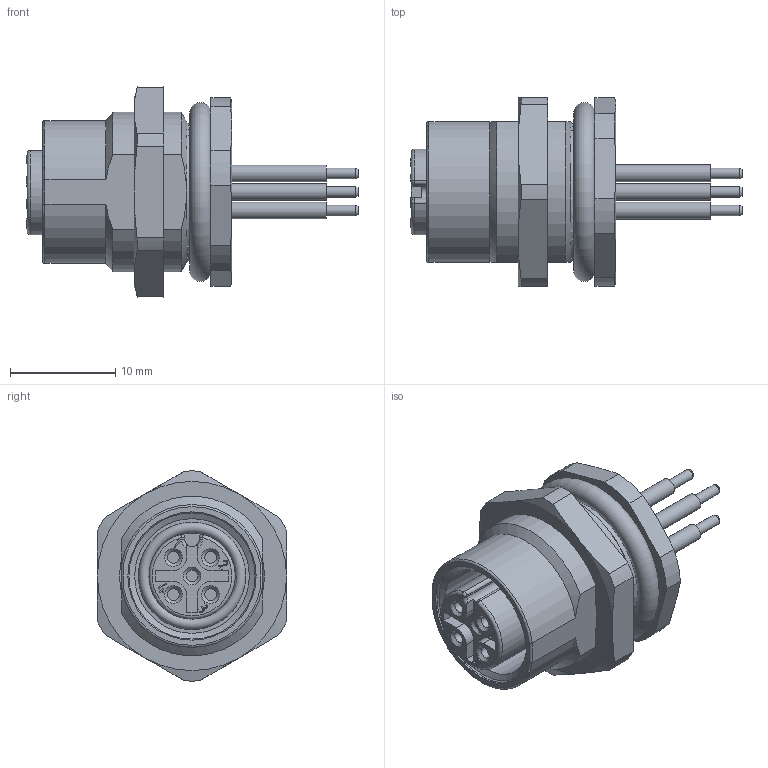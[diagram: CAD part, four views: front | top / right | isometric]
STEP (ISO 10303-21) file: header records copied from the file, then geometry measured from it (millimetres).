
FILE_DESCRIPTION(/* description */ (''),/* implementation_level */ '2;1');
FILE_NAME(/* name */ '09_3442_92_05_001_00.stp',/* time_stamp */ '2016-05-09T15:38:00+02:00',/* author */ (''),/* organization */ (''),/* preprocessor_version */ 'ST-DEVELOPER v14',/* originating_system */ 'SIEMENS PLM Software NX 8.0',/* authorisation */ '');
FILE_SCHEMA (('AUTOMOTIVE_DESIGN { 1 0 10303 214 3 1 1 1 }'));
Length unit declared in the file: millimetre
Products named in the file (1): cerl0C988B5Ewkha
Bounding box: 31.6 x 18 x 19.99 mm (x, y, z)
Volume: 2781.2 mm3; surface area: 3742.9 mm2
Topology: 2 solids, 2 shells, 385 faces, 1004 edges, 654 vertices
Faces by surface type: plane 159, extrusion 106, cylinder 71, cone 30, torus 13, bspline 4, sphere 2
Full cylindrical faces by diameter (mm): 1 x5, 1.1 x5, 1.6 x10, 2 x1, 2.95 x1, 7.5 x1, 10.917 x1, 11 x1, 12.2 x1, 13.8 x1
Entity records: 12244 total; most frequent: CARTESIAN_POINT 3437, ORIENTED_EDGE 1878, DIRECTION 1516, EDGE_CURVE 939, VERTEX_POINT 637, VECTOR 562, AXIS2_PLACEMENT_3D 477, EDGE_LOOP 470
